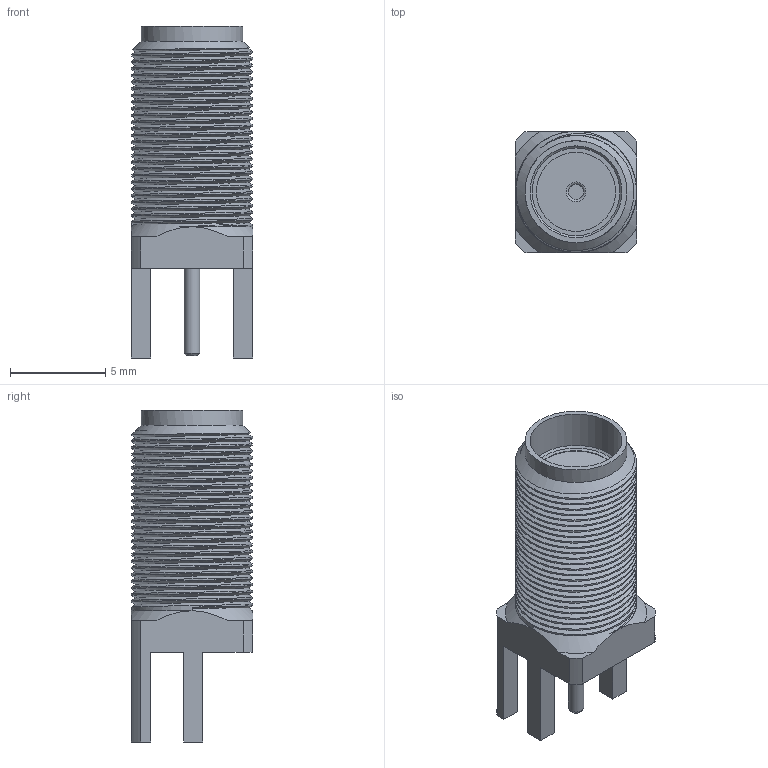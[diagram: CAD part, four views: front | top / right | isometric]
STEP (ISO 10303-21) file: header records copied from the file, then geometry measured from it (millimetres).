
FILE_DESCRIPTION(/* description */ ('Unknown'),/* implementation_level */ '2;1');
FILE_NAME(/* name */ 'RF2-145A-T-17-50-G-HDW',/* time_stamp */ '2023-12-19T11:17:41+02:00',/* author */ ('Unknown'),/* organization */ ('Unknown'),/* preprocessor_version */ 'ST-DEVELOPER v18.102',/* originating_system */ 'Solid Edge',/* authorisation */ 'Unknown');
FILE_SCHEMA (('AUTOMOTIVE_DESIGN {1 0 10303 214 3 1 1}'));
Length unit declared in the file: millimetre
Products named in the file (1): RF2-145A-T-17-50-G-HDW
Bounding box: 6.35 x 6.35 x 17.4 mm (x, y, z)
Volume: 378.4 mm3; surface area: 582.1 mm2
Topology: 1 solids, 1 shells, 51 faces, 125 edges, 81 vertices
Faces by surface type: plane 30, cylinder 11, cone 7, bspline 2, torus 1
Full cylindrical faces by diameter (mm): 0.8 x2, 4.15 x2, 4.81 x1, 5.344 x1
Entity records: 4832 total; most frequent: CARTESIAN_POINT 3316, DIRECTION 229, ORIENTED_EDGE 224, EDGE_CURVE 112, AXIS2_PLACEMENT_3D 82, VERTEX_POINT 78, EDGE_LOOP 66, FACE_BOUND 66
